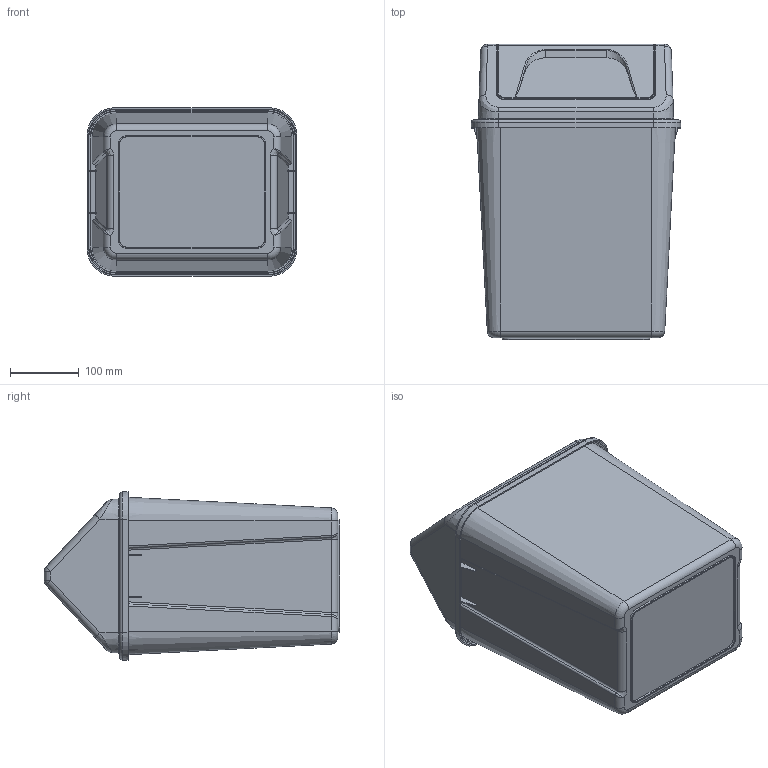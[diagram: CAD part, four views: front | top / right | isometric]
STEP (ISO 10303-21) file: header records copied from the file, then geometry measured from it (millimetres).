
FILE_DESCRIPTION (( 'STEP AP214' ), '1' );
FILE_NAME ('Trash Bin.STEP', '2024-06-28T14:31:34', ( '' ), ( '' ), 'SwSTEP 2.0', 'SolidWorks 2024', '' );
FILE_SCHEMA (( 'AUTOMOTIVE_DESIGN' ));
Length unit declared in the file: millimetre
Products named in the file (4): P1; P3; Trash Bin; P2
Assembly tree (3 placements, depth 2):
  Trash Bin
    P1
    P2
    P3
Bounding box: 305 x 430 x 245 mm (x, y, z)
Volume: 981876 mm3; surface area: 988993.7 mm2
Topology: 3 solids, 3 shells, 540 faces, 1309 edges, 771 vertices
Faces by surface type: cylinder 196, plane 166, torus 72, bspline 66, cone 32, sphere 8
Entity records: 18122 total; most frequent: CARTESIAN_POINT 5944, ORIENTED_EDGE 2602, DIRECTION 2527, EDGE_CURVE 1301, AXIS2_PLACEMENT_3D 940, VERTEX_POINT 771, LINE 647, VECTOR 647
